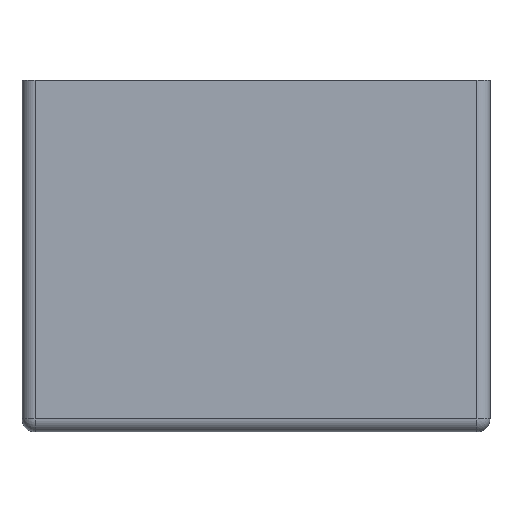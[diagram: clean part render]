
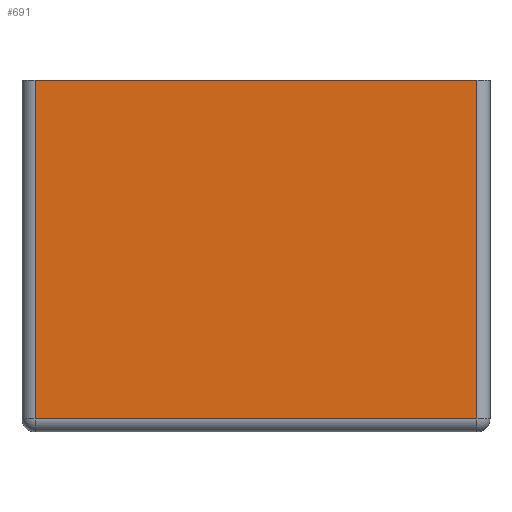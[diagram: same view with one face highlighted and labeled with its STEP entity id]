
A CAD part, front view. The second image highlights one B-rep face of the part: STEP entity #691.
In plain terms, the highlighted planar face has unit normal (0, -1, 0).
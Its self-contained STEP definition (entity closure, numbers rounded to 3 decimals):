
#387 = EDGE_CURVE('',#388,#390,#392,.T.);
#388 = VERTEX_POINT('',#389);
#389 = CARTESIAN_POINT('',(-33.9,-20.125,0.));
#390 = VERTEX_POINT('',#391);
#391 = CARTESIAN_POINT('',(33.9,-20.125,0.));
#392 = LINE('',#393,#394);
#393 = CARTESIAN_POINT('',(-33.9,-20.125,0.));
#394 = VECTOR('',#395,1.);
#395 = DIRECTION('',(1.,0.,0.));
#572 = VERTEX_POINT('',#573);
#573 = CARTESIAN_POINT('',(-33.9,-20.125,52.));
#580 = EDGE_CURVE('',#572,#581,#583,.T.);
#581 = VERTEX_POINT('',#582);
#582 = CARTESIAN_POINT('',(33.9,-20.125,52.));
#583 = LINE('',#584,#585);
#584 = CARTESIAN_POINT('',(-33.9,-20.125,52.));
#585 = VECTOR('',#586,1.);
#586 = DIRECTION('',(1.,0.,0.));
#691 = ADVANCED_FACE('',(#692),#708,.T.);
#692 = FACE_BOUND('',#693,.T.);
#693 = EDGE_LOOP('',(#694,#700,#701,#707));
#694 = ORIENTED_EDGE('',*,*,#695,.F.);
#695 = EDGE_CURVE('',#388,#572,#696,.T.);
#696 = LINE('',#697,#698);
#697 = CARTESIAN_POINT('',(-33.9,-20.125,31.));
#698 = VECTOR('',#699,1.);
#699 = DIRECTION('',(0.,0.,1.));
#700 = ORIENTED_EDGE('',*,*,#387,.T.);
#701 = ORIENTED_EDGE('',*,*,#702,.T.);
#702 = EDGE_CURVE('',#390,#581,#703,.T.);
#703 = LINE('',#704,#705);
#704 = CARTESIAN_POINT('',(33.9,-20.125,0.));
#705 = VECTOR('',#706,1.);
#706 = DIRECTION('',(0.,0.,1.));
#707 = ORIENTED_EDGE('',*,*,#580,.F.);
#708 = PLANE('',#709);
#709 = AXIS2_PLACEMENT_3D('',#710,#711,#712);
#710 = CARTESIAN_POINT('',(0.,-20.125,26.));
#711 = DIRECTION('',(-0.,-1.,-0.));
#712 = DIRECTION('',(0.,0.,-1.));
